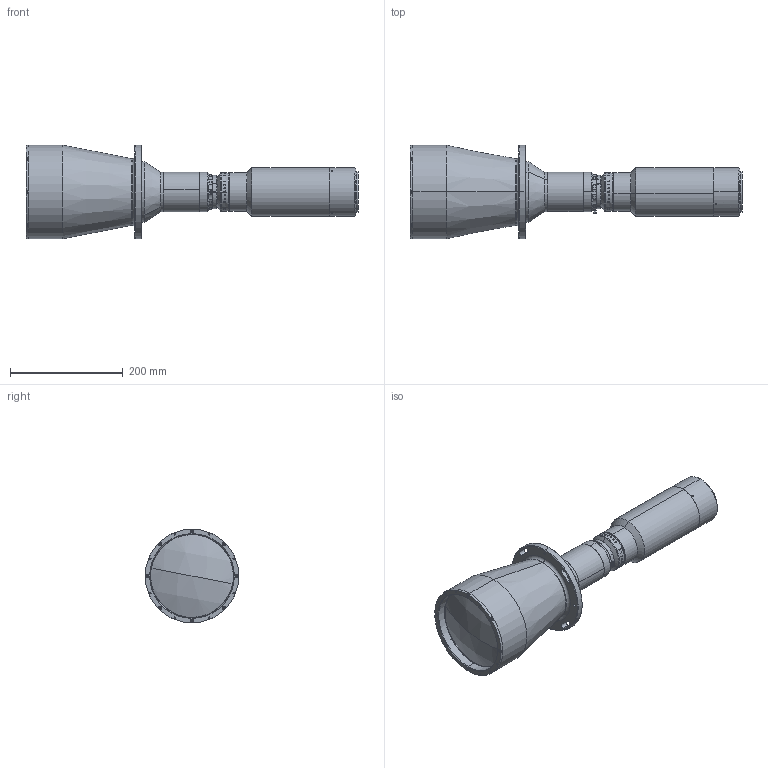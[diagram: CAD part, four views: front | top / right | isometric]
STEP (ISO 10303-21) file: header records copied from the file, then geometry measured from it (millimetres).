
FILE_DESCRIPTION (( 'STEP AP203' ), '1' );
FILE_NAME ('XF-PTL13757-M72-11.48-VI.STEP', '2019-06-13T08:04:04', ( 'canrill005' ), ( '' ), 'SwSTEP 2.0', 'SolidWorks 2014', '' );
FILE_SCHEMA (( 'CONFIG_CONTROL_DESIGN' ));
Length unit declared in the file: millimetre
Products named in the file (2): XF-PTL13757-M72-11.48-VI
Bounding box: 588.82 x 166 x 166 mm (x, y, z)
Surface area: 291840.9 mm2 (no closed solid volume)
Topology: 0 solids, 88 shells, 393 faces, 2156 edges, 1825 vertices
Faces by surface type: cylinder 226, plane 101, cone 56, torus 8, sphere 2
Entity records: 33472 total; most frequent: CARTESIAN_POINT 17252, DIRECTION 3194, ORIENTED_EDGE 2853, EDGE_CURVE 2152, VERTEX_POINT 1825, AXIS2_PLACEMENT_3D 1236, CIRCLE 841, VECTOR 722
